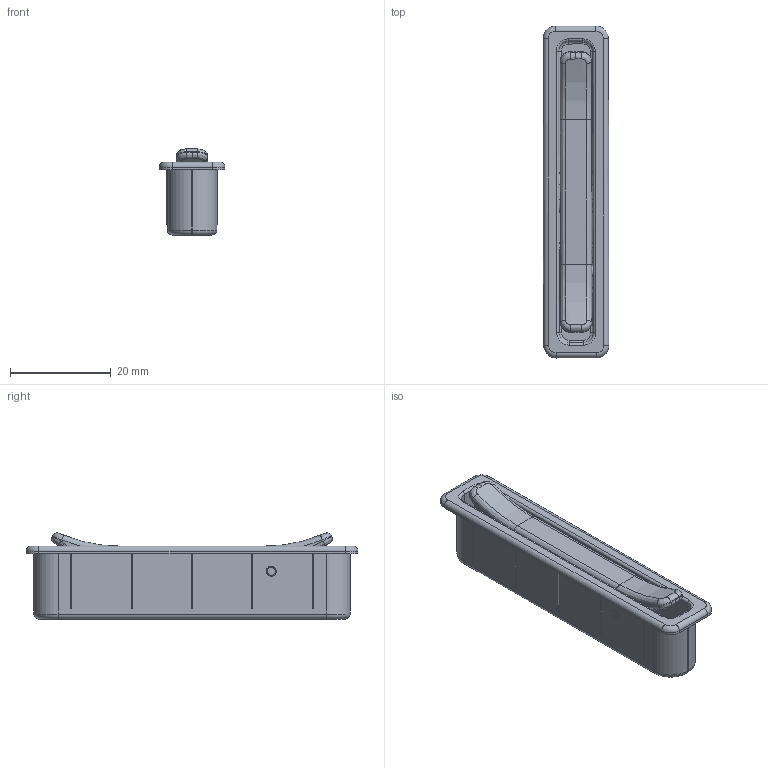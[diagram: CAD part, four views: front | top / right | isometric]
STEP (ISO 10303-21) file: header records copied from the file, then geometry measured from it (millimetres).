
FILE_DESCRIPTION(('Creo Elements/Direct Modeling STEP Export'),'2;1');
FILE_NAME('2231-66.stp','2024-09-12T10:25:55',(''),(''),'Creo Elements/Direct Modeling STEP processor for AP214 (Solid Model)','Creo Elements/Direct Modeling 20.0 12-Nov-2016 (C) Parametric Technology GmbH','');
FILE_SCHEMA(('AUTOMOTIVE_DESIGN { 1 0 10303 214 1 1 1 1 }'));
Length unit declared in the file: millimetre
Products named in the file (5): Griff; Stift; Aussenteil; Feder; Klappgriff
Assembly tree (4 placements, depth 2):
  Klappgriff
    Feder
    Aussenteil
    Stift
    Griff
Bounding box: 13.11 x 66.01 x 17.12 mm (x, y, z)
Volume: 5561.6 mm3; surface area: 6796 mm2
Topology: 4 solids, 4 shells, 619 faces, 1675 edges, 1064 vertices
Faces by surface type: plane 425, cylinder 100, bspline 34, torus 32, sphere 12, extrusion 10, cone 6
Entity records: 27277 total; most frequent: CARTESIAN_POINT 12066, ORIENTED_EDGE 3322, DIRECTION 2855, EDGE_CURVE 1661, VECTOR 1313, LINE 1303, VERTEX_POINT 1064, AXIS2_PLACEMENT_3D 771
